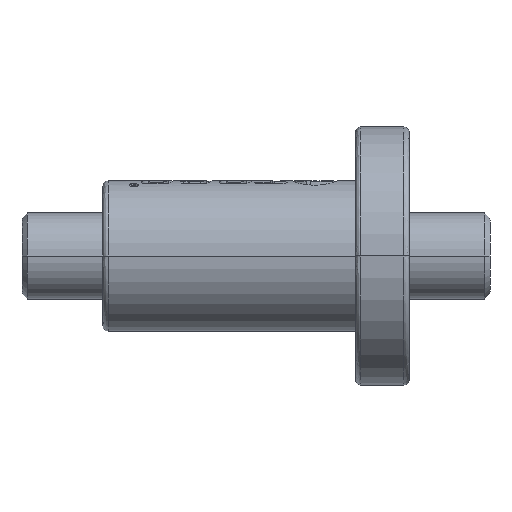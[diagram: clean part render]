
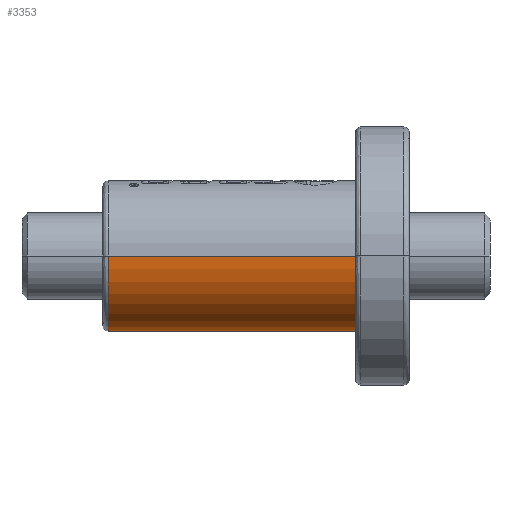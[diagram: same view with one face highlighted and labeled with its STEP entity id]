
A CAD part, front view. The second image highlights one B-rep face of the part: STEP entity #3353.
In plain terms, the highlighted cylindrical face has radius 14 mm (diameter 28 mm), a partial arc.
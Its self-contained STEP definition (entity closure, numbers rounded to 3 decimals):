
#642 = VERTEX_POINT ( 'NONE', #13609 ) ;
#1000 = DIRECTION ( 'NONE',  ( 1., 0., 0. ) ) ;
#2892 = EDGE_CURVE ( 'NONE', #642, #17411, #20498, .T. ) ;
#3353 = ADVANCED_FACE ( 'NONE', ( #21381 ), #23991, .T. ) ;
#4020 = VERTEX_POINT ( 'NONE', #15100 ) ;
#4577 = CARTESIAN_POINT ( 'NONE',  ( -25., 14., 0. ) ) ;
#4587 = CARTESIAN_POINT ( 'NONE',  ( -71., 0., 0. ) ) ;
#5305 = DIRECTION ( 'NONE',  ( -1., 0., 0. ) ) ;
#5673 = ORIENTED_EDGE ( 'NONE', *, *, #7615, .T. ) ;
#6560 = EDGE_LOOP ( 'NONE', ( #15465, #9444, #5673, #11560 ) ) ;
#7615 = EDGE_CURVE ( 'NONE', #17411, #10110, #22769, .T. ) ;
#8116 = VECTOR ( 'NONE', #19552, 1000. ) ;
#8480 = CARTESIAN_POINT ( 'NONE',  ( -87., 0., 0. ) ) ;
#9444 = ORIENTED_EDGE ( 'NONE', *, *, #2892, .T. ) ;
#10110 = VERTEX_POINT ( 'NONE', #4577 ) ;
#11171 = EDGE_CURVE ( 'NONE', #10110, #4020, #21860, .T. ) ;
#11560 = ORIENTED_EDGE ( 'NONE', *, *, #11171, .T. ) ;
#12019 = DIRECTION ( 'NONE',  ( 1., 0., 0. ) ) ;
#12436 = AXIS2_PLACEMENT_3D ( 'NONE', #4587, #12019, #21284 ) ;
#12527 = EDGE_CURVE ( 'NONE', #642, #4020, #13073, .T. ) ;
#12576 = DIRECTION ( 'NONE',  ( 0., 1., 0. ) ) ;
#13073 = LINE ( 'NONE', #17723, #8116 ) ;
#13210 = AXIS2_PLACEMENT_3D ( 'NONE', #8480, #1000, #16040 ) ;
#13609 = CARTESIAN_POINT ( 'NONE',  ( -71., -14., 0. ) ) ;
#14547 = CARTESIAN_POINT ( 'NONE',  ( -87., 14., 0. ) ) ;
#15100 = CARTESIAN_POINT ( 'NONE',  ( -25., -14., 0. ) ) ;
#15465 = ORIENTED_EDGE ( 'NONE', *, *, #12527, .F. ) ;
#16040 = DIRECTION ( 'NONE',  ( 0., 1., 0. ) ) ;
#17228 = CARTESIAN_POINT ( 'NONE',  ( -71., 14., 0. ) ) ;
#17411 = VERTEX_POINT ( 'NONE', #17228 ) ;
#17723 = CARTESIAN_POINT ( 'NONE',  ( -87., -14., 0. ) ) ;
#18295 = DIRECTION ( 'NONE',  ( 1., 0., 0. ) ) ;
#19480 = AXIS2_PLACEMENT_3D ( 'NONE', #21785, #5305, #12576 ) ;
#19552 = DIRECTION ( 'NONE',  ( 1., 0., 0. ) ) ;
#20498 = CIRCLE ( 'NONE', #12436, 14. ) ;
#21284 = DIRECTION ( 'NONE',  ( 0., 1., 0. ) ) ;
#21381 = FACE_OUTER_BOUND ( 'NONE', #6560, .T. ) ;
#21785 = CARTESIAN_POINT ( 'NONE',  ( -25., 0., 0. ) ) ;
#21860 = CIRCLE ( 'NONE', #19480, 14. ) ;
#22769 = LINE ( 'NONE', #14547, #23613 ) ;
#23613 = VECTOR ( 'NONE', #18295, 1000. ) ;
#23991 = CYLINDRICAL_SURFACE ( 'NONE', #13210, 14. ) ;
